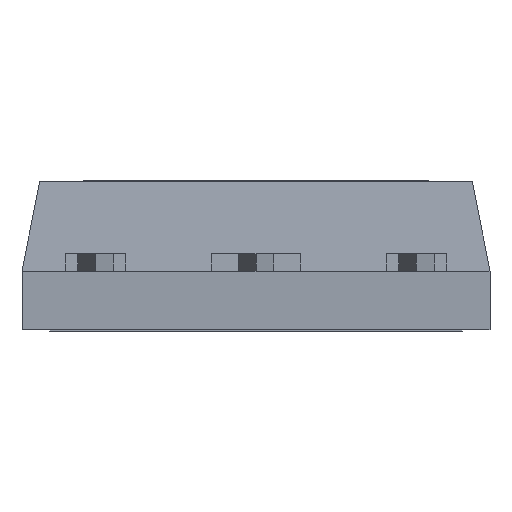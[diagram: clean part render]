
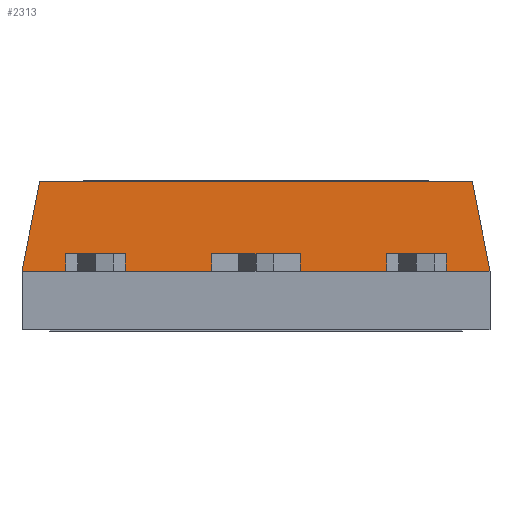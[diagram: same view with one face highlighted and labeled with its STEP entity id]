
A CAD part, front view. The second image highlights one B-rep face of the part: STEP entity #2313.
In plain terms, the highlighted planar face has unit normal (0, -0.999, 0.049).
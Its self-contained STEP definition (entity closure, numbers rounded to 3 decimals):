
#16 = LINE ( 'NONE', #248, #1572 ) ;
#31 = EDGE_CURVE ( 'NONE', #1375, #165, #2306, .T. ) ;
#42 = VERTEX_POINT ( 'NONE', #2829 ) ;
#52 = EDGE_CURVE ( 'NONE', #2884, #238, #1743, .T. ) ;
#68 = LINE ( 'NONE', #2426, #1916 ) ;
#103 = LINE ( 'NONE', #1189, #1247 ) ;
#105 = ORIENTED_EDGE ( 'NONE', *, *, #1841, .F. ) ;
#158 = CARTESIAN_POINT ( 'NONE',  ( 14.415, 0., 1.98 ) ) ;
#165 = VERTEX_POINT ( 'NONE', #1594 ) ;
#238 = VERTEX_POINT ( 'NONE', #2991 ) ;
#243 = CARTESIAN_POINT ( 'NONE',  ( 0.6, 0.15, 5.03 ) ) ;
#248 = CARTESIAN_POINT ( 'NONE',  ( 0., 0.03, 2.58 ) ) ;
#285 = DIRECTION ( 'NONE',  ( 0., 0.999, -0.049 ) ) ;
#313 = EDGE_CURVE ( 'NONE', #2354, #807, #103, .T. ) ;
#338 = ORIENTED_EDGE ( 'NONE', *, *, #1882, .F. ) ;
#347 = VERTEX_POINT ( 'NONE', #658 ) ;
#375 = DIRECTION ( 'NONE',  ( 0., -0.049, -0.999 ) ) ;
#407 = DIRECTION ( 'NONE',  ( 0., 0.049, 0.999 ) ) ;
#429 = DIRECTION ( 'NONE',  ( -0.193, 0.048, 0.98 ) ) ;
#444 = CARTESIAN_POINT ( 'NONE',  ( 15.9, 0., 1.98 ) ) ;
#451 = LINE ( 'NONE', #3180, #2081 ) ;
#510 = VERTEX_POINT ( 'NONE', #2151 ) ;
#543 = VECTOR ( 'NONE', #407, 1000. ) ;
#617 = LINE ( 'NONE', #1707, #2848 ) ;
#624 = VERTEX_POINT ( 'NONE', #2184 ) ;
#633 = EDGE_CURVE ( 'NONE', #807, #2636, #1693, .T. ) ;
#649 = VERTEX_POINT ( 'NONE', #1669 ) ;
#657 = CARTESIAN_POINT ( 'NONE',  ( 1.485, 0.03, 2.58 ) ) ;
#658 = CARTESIAN_POINT ( 'NONE',  ( 6.45, 0., 1.98 ) ) ;
#673 = DIRECTION ( 'NONE',  ( 1., 0., 0. ) ) ;
#675 = EDGE_CURVE ( 'NONE', #42, #510, #3275, .T. ) ;
#711 = AXIS2_PLACEMENT_3D ( 'NONE', #2706, #285, #2172 ) ;
#712 = LINE ( 'NONE', #2669, #849 ) ;
#789 = ORIENTED_EDGE ( 'NONE', *, *, #633, .F. ) ;
#807 = VERTEX_POINT ( 'NONE', #3138 ) ;
#849 = VECTOR ( 'NONE', #3212, 1000. ) ;
#862 = DIRECTION ( 'NONE',  ( -1., 0., 0. ) ) ;
#871 = DIRECTION ( 'NONE',  ( -1., 0., 0. ) ) ;
#898 = LINE ( 'NONE', #3092, #3131 ) ;
#912 = DIRECTION ( 'NONE',  ( 0., 0.049, 0.999 ) ) ;
#965 = VECTOR ( 'NONE', #2362, 1000. ) ;
#999 = VECTOR ( 'NONE', #1827, 1000. ) ;
#1006 = ORIENTED_EDGE ( 'NONE', *, *, #313, .F. ) ;
#1049 = EDGE_CURVE ( 'NONE', #2701, #42, #2918, .T. ) ;
#1057 = CARTESIAN_POINT ( 'NONE',  ( 0., 0.03, 2.58 ) ) ;
#1068 = PLANE ( 'NONE',  #711 ) ;
#1102 = ORIENTED_EDGE ( 'NONE', *, *, #1665, .F. ) ;
#1165 = DIRECTION ( 'NONE',  ( 0., -0.049, -0.999 ) ) ;
#1189 = CARTESIAN_POINT ( 'NONE',  ( 3.515, 0., 1.98 ) ) ;
#1247 = VECTOR ( 'NONE', #3077, 1000. ) ;
#1251 = CARTESIAN_POINT ( 'NONE',  ( 1.485, 0.03, 2.58 ) ) ;
#1263 = ORIENTED_EDGE ( 'NONE', *, *, #1049, .F. ) ;
#1278 = DIRECTION ( 'NONE',  ( -1., 0., 0. ) ) ;
#1337 = DIRECTION ( 'NONE',  ( -0.193, -0.048, -0.98 ) ) ;
#1345 = EDGE_CURVE ( 'NONE', #2522, #238, #898, .T. ) ;
#1350 = CARTESIAN_POINT ( 'NONE',  ( 14.415, 0.03, 2.58 ) ) ;
#1375 = VERTEX_POINT ( 'NONE', #3164 ) ;
#1495 = VECTOR ( 'NONE', #912, 1000. ) ;
#1510 = LINE ( 'NONE', #158, #543 ) ;
#1572 = VECTOR ( 'NONE', #862, 1000. ) ;
#1594 = CARTESIAN_POINT ( 'NONE',  ( 9.45, 0.03, 2.58 ) ) ;
#1636 = CARTESIAN_POINT ( 'NONE',  ( 3.515, 0., 1.98 ) ) ;
#1665 = EDGE_CURVE ( 'NONE', #649, #3422, #617, .T. ) ;
#1669 = CARTESIAN_POINT ( 'NONE',  ( 1.485, 0., 1.98 ) ) ;
#1693 = LINE ( 'NONE', #2753, #1965 ) ;
#1707 = CARTESIAN_POINT ( 'NONE',  ( 0., 0., 1.98 ) ) ;
#1709 = CARTESIAN_POINT ( 'NONE',  ( 12.385, 0.03, 2.58 ) ) ;
#1743 = LINE ( 'NONE', #3102, #3012 ) ;
#1810 = EDGE_LOOP ( 'NONE', ( #2959, #2757, #2001, #2807, #1102, #2164, #789, #1006, #3104, #105, #3234, #2532, #3007, #2969, #1263, #338 ) ) ;
#1827 = DIRECTION ( 'NONE',  ( -1., 0., 0. ) ) ;
#1841 = EDGE_CURVE ( 'NONE', #624, #347, #68, .T. ) ;
#1876 = LINE ( 'NONE', #243, #2970 ) ;
#1882 = EDGE_CURVE ( 'NONE', #3471, #2701, #1510, .T. ) ;
#1916 = VECTOR ( 'NONE', #375, 1000. ) ;
#1953 = EDGE_CURVE ( 'NONE', #2884, #3471, #451, .T. ) ;
#1965 = VECTOR ( 'NONE', #2249, 1000. ) ;
#2001 = ORIENTED_EDGE ( 'NONE', *, *, #1345, .F. ) ;
#2081 = VECTOR ( 'NONE', #1278, 1000. ) ;
#2135 = EDGE_CURVE ( 'NONE', #2636, #649, #3415, .T. ) ;
#2151 = CARTESIAN_POINT ( 'NONE',  ( 12.385, 0., 1.98 ) ) ;
#2164 = ORIENTED_EDGE ( 'NONE', *, *, #2135, .F. ) ;
#2172 = DIRECTION ( 'NONE',  ( 0., 0.049, 0.999 ) ) ;
#2184 = CARTESIAN_POINT ( 'NONE',  ( 6.45, 0.03, 2.58 ) ) ;
#2249 = DIRECTION ( 'NONE',  ( -1., 0., 0. ) ) ;
#2250 = CARTESIAN_POINT ( 'NONE',  ( 0.6, 0.15, 5.03 ) ) ;
#2306 = LINE ( 'NONE', #2517, #1495 ) ;
#2313 = ADVANCED_FACE ( 'NONE', ( #3481 ), #1068, .F. ) ;
#2321 = CARTESIAN_POINT ( 'NONE',  ( 0., 0., 1.98 ) ) ;
#2354 = VERTEX_POINT ( 'NONE', #1636 ) ;
#2362 = DIRECTION ( 'NONE',  ( -1., 0., 0. ) ) ;
#2424 = EDGE_CURVE ( 'NONE', #2522, #3422, #1876, .T. ) ;
#2426 = CARTESIAN_POINT ( 'NONE',  ( 6.45, 0.03, 2.58 ) ) ;
#2517 = CARTESIAN_POINT ( 'NONE',  ( 9.45, 0., 1.98 ) ) ;
#2522 = VERTEX_POINT ( 'NONE', #2250 ) ;
#2532 = ORIENTED_EDGE ( 'NONE', *, *, #31, .F. ) ;
#2636 = VERTEX_POINT ( 'NONE', #1251 ) ;
#2654 = CARTESIAN_POINT ( 'NONE',  ( 0., 0., 1.98 ) ) ;
#2669 = CARTESIAN_POINT ( 'NONE',  ( 0., 0., 1.98 ) ) ;
#2675 = CARTESIAN_POINT ( 'NONE',  ( 14.415, 0., 1.98 ) ) ;
#2701 = VERTEX_POINT ( 'NONE', #1350 ) ;
#2706 = CARTESIAN_POINT ( 'NONE',  ( 0., 0., 1.98 ) ) ;
#2748 = VECTOR ( 'NONE', #3387, 1000. ) ;
#2753 = CARTESIAN_POINT ( 'NONE',  ( 0., 0.03, 2.58 ) ) ;
#2757 = ORIENTED_EDGE ( 'NONE', *, *, #52, .T. ) ;
#2807 = ORIENTED_EDGE ( 'NONE', *, *, #2424, .T. ) ;
#2829 = CARTESIAN_POINT ( 'NONE',  ( 12.385, 0.03, 2.58 ) ) ;
#2848 = VECTOR ( 'NONE', #871, 1000. ) ;
#2872 = EDGE_CURVE ( 'NONE', #347, #2354, #712, .T. ) ;
#2884 = VERTEX_POINT ( 'NONE', #444 ) ;
#2918 = LINE ( 'NONE', #1057, #999 ) ;
#2959 = ORIENTED_EDGE ( 'NONE', *, *, #1953, .F. ) ;
#2969 = ORIENTED_EDGE ( 'NONE', *, *, #675, .F. ) ;
#2970 = VECTOR ( 'NONE', #1337, 1000. ) ;
#2991 = CARTESIAN_POINT ( 'NONE',  ( 15.3, 0.15, 5.03 ) ) ;
#3007 = ORIENTED_EDGE ( 'NONE', *, *, #3339, .F. ) ;
#3012 = VECTOR ( 'NONE', #429, 1000. ) ;
#3077 = DIRECTION ( 'NONE',  ( 0., 0.049, 0.999 ) ) ;
#3092 = CARTESIAN_POINT ( 'NONE',  ( 0., 0.15, 5.03 ) ) ;
#3102 = CARTESIAN_POINT ( 'NONE',  ( 15.9, 0., 1.98 ) ) ;
#3104 = ORIENTED_EDGE ( 'NONE', *, *, #2872, .F. ) ;
#3122 = VECTOR ( 'NONE', #1165, 1000. ) ;
#3131 = VECTOR ( 'NONE', #673, 1000. ) ;
#3138 = CARTESIAN_POINT ( 'NONE',  ( 3.515, 0.03, 2.58 ) ) ;
#3157 = LINE ( 'NONE', #2654, #965 ) ;
#3164 = CARTESIAN_POINT ( 'NONE',  ( 9.45, 0., 1.98 ) ) ;
#3180 = CARTESIAN_POINT ( 'NONE',  ( 0., 0., 1.98 ) ) ;
#3212 = DIRECTION ( 'NONE',  ( -1., 0., 0. ) ) ;
#3234 = ORIENTED_EDGE ( 'NONE', *, *, #3250, .F. ) ;
#3250 = EDGE_CURVE ( 'NONE', #165, #624, #16, .T. ) ;
#3275 = LINE ( 'NONE', #1709, #3122 ) ;
#3339 = EDGE_CURVE ( 'NONE', #510, #1375, #3157, .T. ) ;
#3387 = DIRECTION ( 'NONE',  ( 0., -0.049, -0.999 ) ) ;
#3415 = LINE ( 'NONE', #657, #2748 ) ;
#3422 = VERTEX_POINT ( 'NONE', #2321 ) ;
#3471 = VERTEX_POINT ( 'NONE', #2675 ) ;
#3481 = FACE_OUTER_BOUND ( 'NONE', #1810, .T. ) ;
